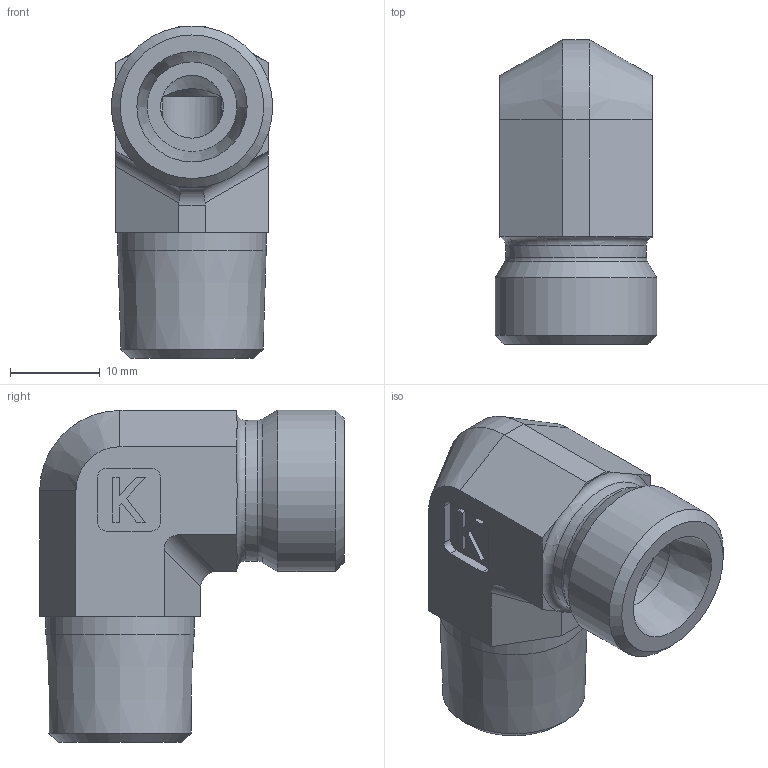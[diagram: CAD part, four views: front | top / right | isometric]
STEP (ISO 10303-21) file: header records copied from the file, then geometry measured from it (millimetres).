
FILE_DESCRIPTION((''),'2;1');
FILE_NAME('21003101618.stp','2014-08-27T10:43:51',(''),('KNOMI spol. s r. o.'),'Autodesk Inventor 2012','Autodesk Inventor 2012','');
FILE_SCHEMA(('AUTOMOTIVE_DESIGN { 1 2 10303 214 0 1 1 1 }'));
Length unit declared in the file: millimetre
Products named in the file (1): LHCM3 10SMkuž M16x1,5/M18x1
Bounding box: 18 x 33.95 x 37 mm (x, y, z)
Volume: 9704.5 mm3; surface area: 4487.6 mm2
Topology: 1 solids, 1 shells, 76 faces, 186 edges, 116 vertices
Faces by surface type: plane 42, cylinder 18, cone 14, torus 2
Full cylindrical faces by diameter (mm): 7 x2, 10 x1, 15.7 x1, 16.532 x1, 18 x1
Entity records: 2218 total; most frequent: CARTESIAN_POINT 460, DIRECTION 366, ORIENTED_EDGE 336, EDGE_CURVE 168, AXIS2_PLACEMENT_3D 132, VERTEX_POINT 112, VECTOR 102, LINE 102
